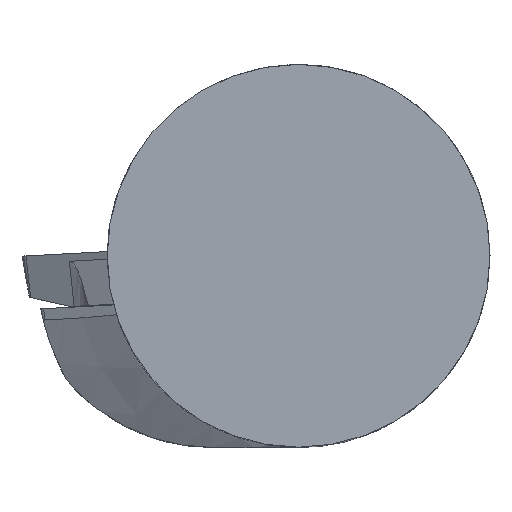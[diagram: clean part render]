
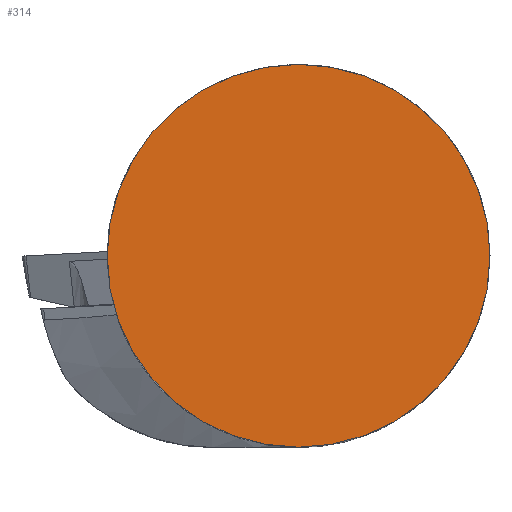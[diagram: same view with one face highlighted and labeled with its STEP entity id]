
A CAD part, top view. The second image highlights one B-rep face of the part: STEP entity #314.
In plain terms, the highlighted planar face has unit normal (0, 0, 1).
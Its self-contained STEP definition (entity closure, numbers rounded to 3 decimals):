
#158=PLANE('',#1912);
#228=FACE_OUTER_BOUND('',#453,.T.);
#314=ADVANCED_FACE('',(#228),#158,.T.);
#453=EDGE_LOOP('',(#1154));
#1154=ORIENTED_EDGE('',*,*,#1469,.F.);
#1311=VERTEX_POINT('',#2524);
#1469=EDGE_CURVE('',#1311,#1311,#1694,.T.);
#1694=CIRCLE('',#1814,20.);
#1814=AXIS2_PLACEMENT_3D('',#2523,#1993,#1994);
#1912=AXIS2_PLACEMENT_3D('',#2986,#2288,#2289);
#1993=DIRECTION('',(0.,0.,-1.));
#1994=DIRECTION('',(1.,0.,0.));
#2288=DIRECTION('',(0.,0.,1.));
#2289=DIRECTION('',(1.,0.,0.));
#2523=CARTESIAN_POINT('',(0.,0.,0.));
#2524=CARTESIAN_POINT('',(20.,0.,0.));
#2986=CARTESIAN_POINT('',(0.,0.,0.));
